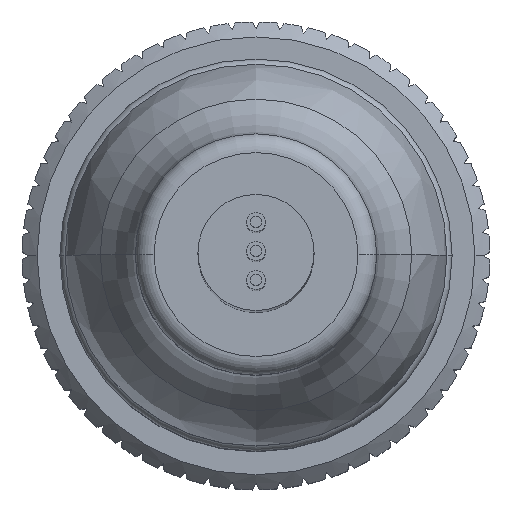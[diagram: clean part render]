
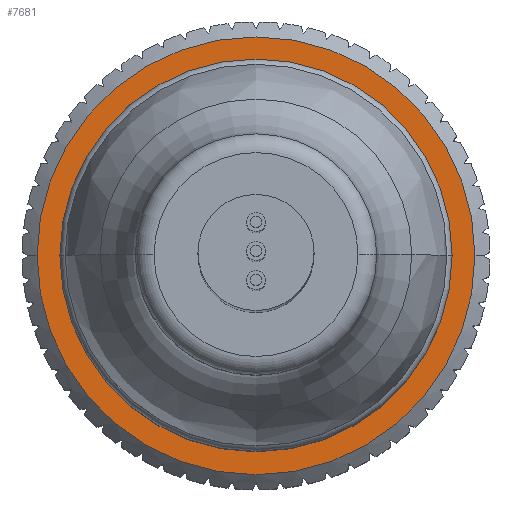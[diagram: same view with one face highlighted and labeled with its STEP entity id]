
A CAD part, top view. The second image highlights one B-rep face of the part: STEP entity #7681.
In plain terms, the highlighted planar face has unit normal (0, 0, 1).
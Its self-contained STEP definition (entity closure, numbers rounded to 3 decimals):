
#2631=CARTESIAN_POINT('',(0.,0.,-39.3));
#2632=DIRECTION('',(0.,0.,1.));
#2633=DIRECTION('',(1.,0.,0.));
#2634=AXIS2_PLACEMENT_3D('',#2631,#2632,#2633);
#3138=CARTESIAN_POINT('',(0.,0.,-39.3));
#3139=DIRECTION('',(0.,0.,-1.));
#3140=DIRECTION('',(1.,0.,0.));
#3141=AXIS2_PLACEMENT_3D('',#3138,#3139,#3140);
#3273=CARTESIAN_POINT('',(0.,0.,-39.3));
#3274=DIRECTION('',(0.,0.,1.));
#3275=DIRECTION('',(-1.,0.,0.));
#3276=AXIS2_PLACEMENT_3D('',#3273,#3274,#3275);
#3278=CARTESIAN_POINT('',(0.,0.,-39.3));
#3279=DIRECTION('',(0.,0.,1.));
#3280=DIRECTION('',(1.,0.,0.));
#3281=AXIS2_PLACEMENT_3D('',#3278,#3279,#3280);
#4931=CARTESIAN_POINT('',(7.1,0.,-39.3));
#4932=CARTESIAN_POINT('',(-7.1,0.,-39.3));
#4933=VERTEX_POINT('',#4931);
#4934=VERTEX_POINT('',#4932);
#4935=CARTESIAN_POINT('',(11.7,0.,-39.3));
#4936=CARTESIAN_POINT('',(-11.7,0.,-39.3));
#4937=VERTEX_POINT('',#4935);
#4938=VERTEX_POINT('',#4936);
#7666=CARTESIAN_POINT('',(0.,0.,-39.3));
#7667=DIRECTION('',(0.,0.,1.));
#7668=DIRECTION('',(-1.,0.,0.));
#7669=AXIS2_PLACEMENT_3D('',#7666,#7667,#7668);
#7670=PLANE('',#7669);
#7671=ORIENTED_EDGE('',*,*,#6916,.F.);
#7672=ORIENTED_EDGE('',*,*,#7099,.T.);
#7673=EDGE_LOOP('',(#7671,#7672));
#7674=FACE_OUTER_BOUND('',#7673,.F.);
#7676=ORIENTED_EDGE('',*,*,#7675,.T.);
#7678=ORIENTED_EDGE('',*,*,#7677,.T.);
#7679=EDGE_LOOP('',(#7676,#7678));
#7680=FACE_BOUND('',#7679,.F.);
#7681=ADVANCED_FACE('',(#7674,#7680),#7670,.T.);
#2635=CIRCLE('',#2634,11.7);
#3142=CIRCLE('',#3141,11.7);
#3277=CIRCLE('',#3276,7.1);
#3282=CIRCLE('',#3281,7.1);
#6916=EDGE_CURVE('',#4937,#4938,#2635,.T.);
#7099=EDGE_CURVE('',#4937,#4938,#3142,.T.);
#7675=EDGE_CURVE('',#4934,#4933,#3277,.T.);
#7677=EDGE_CURVE('',#4933,#4934,#3282,.T.);
